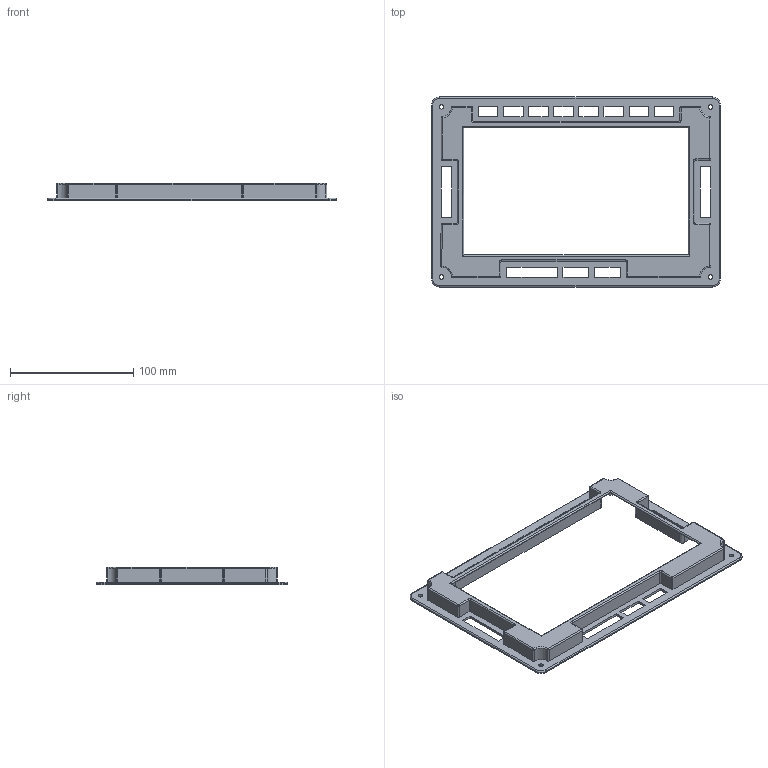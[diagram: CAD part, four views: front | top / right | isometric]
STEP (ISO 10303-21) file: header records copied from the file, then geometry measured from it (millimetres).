
FILE_DESCRIPTION(/* description */ (''),/* implementation_level */ '2;1');
FILE_NAME(/* name */ 'Enclosure v2b.step',/* time_stamp */ '2025-09-08T14:43:37-07:00',/* author */ (''),/* organization */ (''),/* preprocessor_version */ 'ST-DEVELOPER v20.1',/* originating_system */ 'Autodesk Translation Framework v14.10.0.0',/* authorisation */ '');
FILE_SCHEMA (('AUTOMOTIVE_DESIGN { 1 0 10303 214 3 1 1 }'));
Length unit declared in the file: millimetre
Products named in the file (2): Enclosure; Parts
Assembly tree (1 placements, depth 2):
  Enclosure
    Parts
Bounding box: 234 x 154 x 14 mm (x, y, z)
Volume: 50252.4 mm3; surface area: 51623.2 mm2
Topology: 1 solids, 1 shells, 216 faces, 560 edges, 348 vertices
Faces by surface type: plane 108, cylinder 76, torus 16, sphere 16
Full cylindrical faces by diameter (mm): 3.64 x4
Entity records: 6667 total; most frequent: DIRECTION 1170, CARTESIAN_POINT 1127, ORIENTED_EDGE 1120, EDGE_CURVE 560, AXIS2_PLACEMENT_3D 391, LINE 388, VECTOR 388, VERTEX_POINT 348
